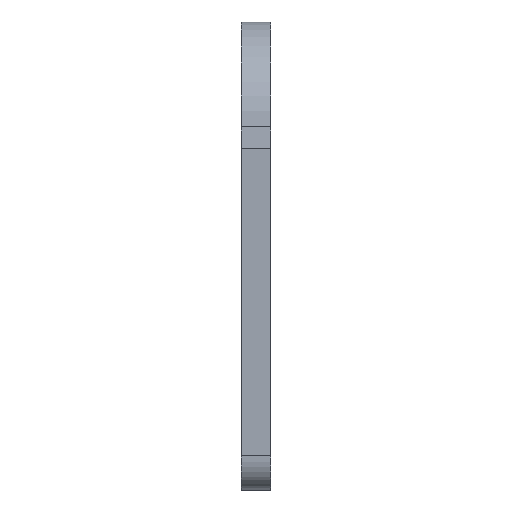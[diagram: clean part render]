
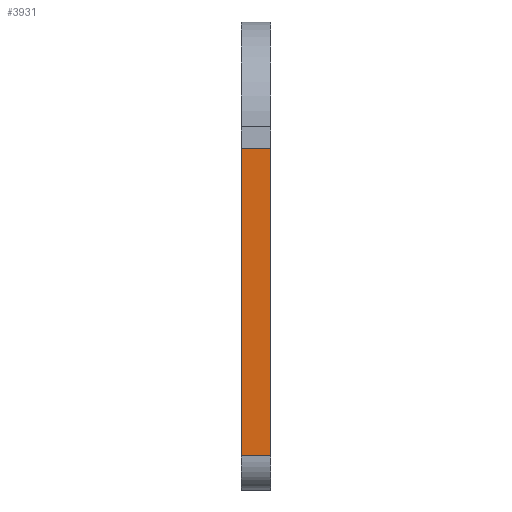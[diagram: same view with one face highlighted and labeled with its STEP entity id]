
A CAD part, top view. The second image highlights one B-rep face of the part: STEP entity #3931.
In plain terms, the highlighted planar face has unit normal (0, -0.022, 1).
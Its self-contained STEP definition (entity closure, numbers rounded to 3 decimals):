
#104 = DIRECTION ( 'NONE',  ( 0., 1., 0.022 ) ) ;
#129 = DIRECTION ( 'NONE',  ( 0., 0.022, -1. ) ) ;
#134 = PLANE ( 'NONE',  #2257 ) ;
#242 = CARTESIAN_POINT ( 'NONE',  ( -4., -17.157, 38.404 ) ) ;
#565 = CARTESIAN_POINT ( 'NONE',  ( -4., -0.862, 38.766 ) ) ;
#663 = VERTEX_POINT ( 'NONE', #3696 ) ;
#732 = ORIENTED_EDGE ( 'NONE', *, *, #3274, .F. ) ;
#952 = CARTESIAN_POINT ( 'NONE',  ( 0., -58.659, 37.481 ) ) ;
#967 = ORIENTED_EDGE ( 'NONE', *, *, #3516, .T. ) ;
#1114 = ORIENTED_EDGE ( 'NONE', *, *, #3181, .T. ) ;
#1163 = ORIENTED_EDGE ( 'NONE', *, *, #3255, .F. ) ;
#1270 = EDGE_LOOP ( 'NONE', ( #967, #1163, #732, #1114 ) ) ;
#1603 = VERTEX_POINT ( 'NONE', #952 ) ;
#1885 = VERTEX_POINT ( 'NONE', #242 ) ;
#2257 = AXIS2_PLACEMENT_3D ( 'NONE', #565, #129, #104 ) ;
#2314 = DIRECTION ( 'NONE',  ( 0., 1., 0.022 ) ) ;
#2414 = CARTESIAN_POINT ( 'NONE',  ( -4., -0.862, 38.766 ) ) ;
#2684 = DIRECTION ( 'NONE',  ( 1., 0., 0. ) ) ;
#2685 = CARTESIAN_POINT ( 'NONE',  ( -4., -17.157, 38.404 ) ) ;
#3181 = EDGE_CURVE ( 'NONE', #663, #1603, #4499, .T. ) ;
#3229 = VERTEX_POINT ( 'NONE', #3261 ) ;
#3255 = EDGE_CURVE ( 'NONE', #1885, #3229, #4427, .T. ) ;
#3261 = CARTESIAN_POINT ( 'NONE',  ( 0., -17.157, 38.404 ) ) ;
#3274 = EDGE_CURVE ( 'NONE', #663, #1885, #4398, .T. ) ;
#3309 = FACE_OUTER_BOUND ( 'NONE', #1270, .T. ) ;
#3516 = EDGE_CURVE ( 'NONE', #1603, #3229, #3999, .T. ) ;
#3696 = CARTESIAN_POINT ( 'NONE',  ( -4., -58.659, 37.481 ) ) ;
#3799 = DIRECTION ( 'NONE',  ( 1., 0., 0. ) ) ;
#3845 = CARTESIAN_POINT ( 'NONE',  ( -4., -58.659, 37.481 ) ) ;
#3931 = ADVANCED_FACE ( 'NONE', ( #3309 ), #134, .F. ) ;
#3985 = VECTOR ( 'NONE', #4877, 1000. ) ;
#3999 = LINE ( 'NONE', #4890, #3985 ) ;
#4356 = VECTOR ( 'NONE', #2314, 1000. ) ;
#4394 = VECTOR ( 'NONE', #2684, 1000. ) ;
#4398 = LINE ( 'NONE', #2414, #4356 ) ;
#4427 = LINE ( 'NONE', #2685, #4394 ) ;
#4459 = VECTOR ( 'NONE', #3799, 1000. ) ;
#4499 = LINE ( 'NONE', #3845, #4459 ) ;
#4877 = DIRECTION ( 'NONE',  ( 0., 1., 0.022 ) ) ;
#4890 = CARTESIAN_POINT ( 'NONE',  ( 0., -0.862, 38.766 ) ) ;
